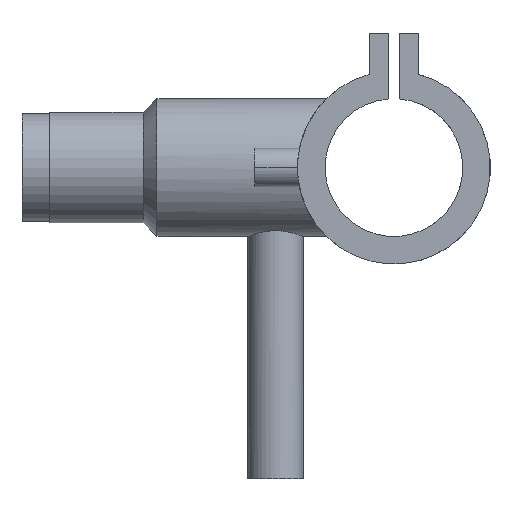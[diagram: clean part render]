
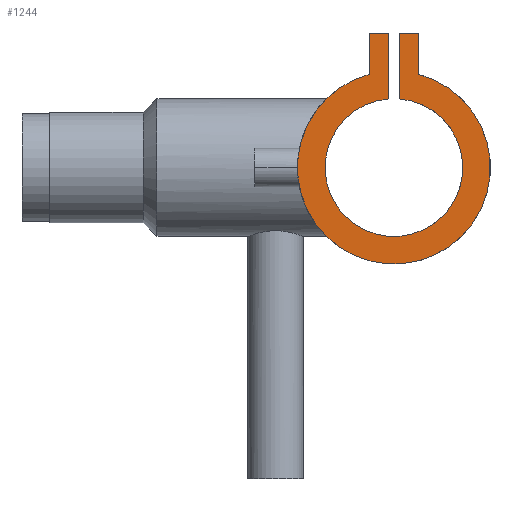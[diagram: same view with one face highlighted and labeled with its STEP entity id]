
A CAD part, left-side view. The second image highlights one B-rep face of the part: STEP entity #1244.
In plain terms, the highlighted planar face has unit normal (-1, 0, 0).
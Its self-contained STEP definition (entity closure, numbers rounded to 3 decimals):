
#16 = VECTOR ( 'NONE', #329, 1000. ) ;
#45 = LINE ( 'NONE', #960, #1266 ) ;
#116 = AXIS2_PLACEMENT_3D ( 'NONE', #2265, #388, #1308 ) ;
#284 = CARTESIAN_POINT ( 'NONE',  ( -60., -9., 48.823 ) ) ;
#329 = DIRECTION ( 'NONE',  ( 0., 0., -1. ) ) ;
#388 = DIRECTION ( 'NONE',  ( 1., 0., 0. ) ) ;
#402 = EDGE_CURVE ( 'NONE', #2222, #2117, #684, .T. ) ;
#407 = LINE ( 'NONE', #1331, #1425 ) ;
#413 = LINE ( 'NONE', #1335, #1807 ) ;
#432 = VECTOR ( 'NONE', #2155, 1000. ) ;
#475 = LINE ( 'NONE', #1400, #432 ) ;
#498 = CIRCLE ( 'NONE', #116, 35. ) ;
#551 = DIRECTION ( 'NONE',  ( 0., 0., -1. ) ) ;
#619 = DIRECTION ( 'NONE',  ( 0., 0., -1. ) ) ;
#620 = DIRECTION ( 'NONE',  ( -1., 0., 0. ) ) ;
#621 = CARTESIAN_POINT ( 'NONE',  ( -60., 0., 0. ) ) ;
#646 = AXIS2_PLACEMENT_3D ( 'NONE', #621, #620, #619 ) ;
#671 = EDGE_CURVE ( 'NONE', #1845, #2199, #1473, .T. ) ;
#684 = CIRCLE ( 'NONE', #646, 25. ) ;
#746 = EDGE_CURVE ( 'NONE', #2139, #2152, #407, .T. ) ;
#776 = PLANE ( 'NONE',  #2267 ) ;
#934 = EDGE_CURVE ( 'NONE', #2152, #2078, #45, .T. ) ;
#960 = CARTESIAN_POINT ( 'NONE',  ( -60., 9., 48.823 ) ) ;
#1016 = LINE ( 'NONE', #1854, #1842 ) ;
#1040 = CARTESIAN_POINT ( 'NONE',  ( -60., 9., 33.823 ) ) ;
#1042 = EDGE_CURVE ( 'NONE', #2199, #2139, #498, .T. ) ;
#1054 = CARTESIAN_POINT ( 'NONE',  ( -60., 2., 24.92 ) ) ;
#1116 = EDGE_CURVE ( 'NONE', #2078, #2222, #475, .T. ) ;
#1244 = ADVANCED_FACE ( 'NONE', ( #2403 ), #776, .F. ) ;
#1266 = VECTOR ( 'NONE', #1811, 1000. ) ;
#1281 = EDGE_CURVE ( 'NONE', #2117, #2008, #1016, .T. ) ;
#1308 = DIRECTION ( 'NONE',  ( 0., 0., -1. ) ) ;
#1331 = CARTESIAN_POINT ( 'NONE',  ( -60., 9., 48.823 ) ) ;
#1335 = CARTESIAN_POINT ( 'NONE',  ( -60., -2., 48.823 ) ) ;
#1400 = CARTESIAN_POINT ( 'NONE',  ( -60., 2., 48.823 ) ) ;
#1425 = VECTOR ( 'NONE', #2099, 1000. ) ;
#1473 = LINE ( 'NONE', #2218, #16 ) ;
#1480 = EDGE_CURVE ( 'NONE', #2008, #1845, #413, .T. ) ;
#1661 = CARTESIAN_POINT ( 'NONE',  ( -60., 0., 0. ) ) ;
#1678 = CARTESIAN_POINT ( 'NONE',  ( -60., -2., 24.92 ) ) ;
#1690 = CARTESIAN_POINT ( 'NONE',  ( -60., 9., 48.823 ) ) ;
#1807 = VECTOR ( 'NONE', #2103, 1000. ) ;
#1811 = DIRECTION ( 'NONE',  ( 0., -1., 0. ) ) ;
#1842 = VECTOR ( 'NONE', #2408, 1000. ) ;
#1845 = VERTEX_POINT ( 'NONE', #284 ) ;
#1854 = CARTESIAN_POINT ( 'NONE',  ( -60., -2., 48.823 ) ) ;
#2008 = VERTEX_POINT ( 'NONE', #2194 ) ;
#2061 = CARTESIAN_POINT ( 'NONE',  ( -60., -9., 33.823 ) ) ;
#2078 = VERTEX_POINT ( 'NONE', #2405 ) ;
#2086 = EDGE_LOOP ( 'NONE', ( #2258, #2257, #2251, #2247, #2245, #2239, #2238, #2234 ) ) ;
#2099 = DIRECTION ( 'NONE',  ( 0., 0., 1. ) ) ;
#2103 = DIRECTION ( 'NONE',  ( 0., -1., 0. ) ) ;
#2117 = VERTEX_POINT ( 'NONE', #1678 ) ;
#2139 = VERTEX_POINT ( 'NONE', #1040 ) ;
#2152 = VERTEX_POINT ( 'NONE', #1690 ) ;
#2155 = DIRECTION ( 'NONE',  ( 0., 0., -1. ) ) ;
#2194 = CARTESIAN_POINT ( 'NONE',  ( -60., -2., 48.823 ) ) ;
#2199 = VERTEX_POINT ( 'NONE', #2061 ) ;
#2218 = CARTESIAN_POINT ( 'NONE',  ( -60., -9., 48.823 ) ) ;
#2222 = VERTEX_POINT ( 'NONE', #1054 ) ;
#2234 = ORIENTED_EDGE ( 'NONE', *, *, #746, .F. ) ;
#2238 = ORIENTED_EDGE ( 'NONE', *, *, #934, .F. ) ;
#2239 = ORIENTED_EDGE ( 'NONE', *, *, #1116, .F. ) ;
#2245 = ORIENTED_EDGE ( 'NONE', *, *, #402, .F. ) ;
#2247 = ORIENTED_EDGE ( 'NONE', *, *, #1281, .F. ) ;
#2251 = ORIENTED_EDGE ( 'NONE', *, *, #1480, .F. ) ;
#2257 = ORIENTED_EDGE ( 'NONE', *, *, #671, .F. ) ;
#2258 = ORIENTED_EDGE ( 'NONE', *, *, #1042, .F. ) ;
#2265 = CARTESIAN_POINT ( 'NONE',  ( -60., 0., 0. ) ) ;
#2267 = AXIS2_PLACEMENT_3D ( 'NONE', #1661, #2321, #551 ) ;
#2321 = DIRECTION ( 'NONE',  ( 1., 0., 0. ) ) ;
#2403 = FACE_OUTER_BOUND ( 'NONE', #2086, .T. ) ;
#2405 = CARTESIAN_POINT ( 'NONE',  ( -60., 2., 48.823 ) ) ;
#2408 = DIRECTION ( 'NONE',  ( 0., 0., 1. ) ) ;
